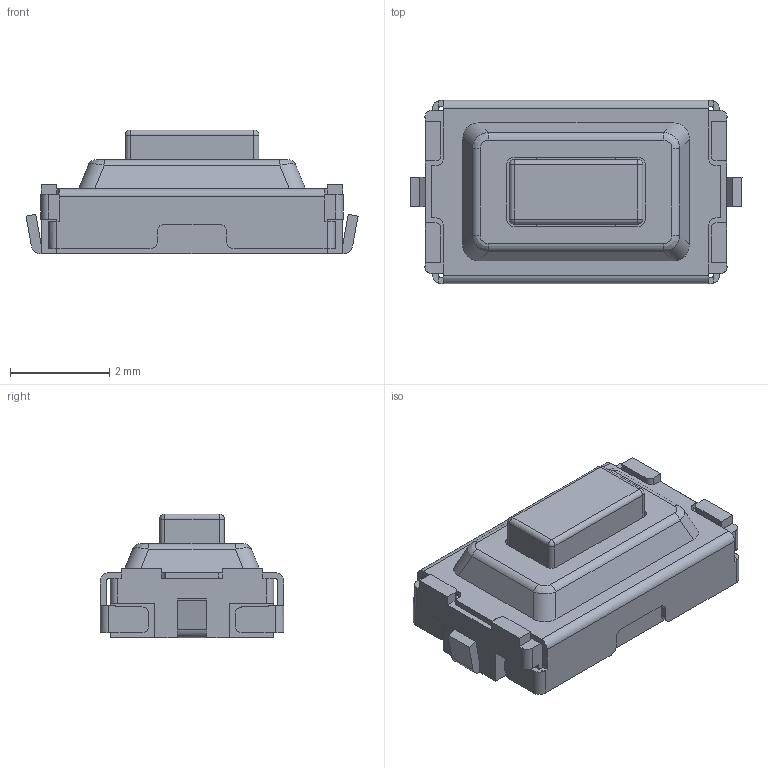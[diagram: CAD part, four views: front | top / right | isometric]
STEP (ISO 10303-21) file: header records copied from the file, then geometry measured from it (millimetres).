
FILE_DESCRIPTION(/* description */ ('STEP AP203'),/* implementation_level */ '2;1');
FILE_NAME(/* name */ 'PTS636SM25JSMTRLFS',/* time_stamp */ '2023-09-10T11:45:52+02:00',/* author */ ('License CC BY-ND 4.0'),/* organization */ ('CADENAS'),/* preprocessor_version */ 'ST-DEVELOPER v19.3',/* originating_system */ 'PARTsolutions',/* authorisation */ ' ');
FILE_SCHEMA (('CONFIG_CONTROL_DESIGN'));
Length unit declared in the file: millimetre
Products named in the file (8): PTS636SM25JSMTRLFS; PTS636SM25JSMTRLFS_PART7; PTS636SM25JSMTRLFS_PART6; PTS636SM25JSMTRLFS_PART5; PTS636SM25JSMTRLFS_PART4; PTS636SM25JSMTRLFS_PART3; PTS636SM25JSMTRLFS_PART2; PTS636SM25JSMTRLFS_PART1
Assembly tree (7 placements, depth 2):
  PTS636SM25JSMTRLFS
    PTS636SM25JSMTRLFS_PART7
    PTS636SM25JSMTRLFS_PART6
    PTS636SM25JSMTRLFS_PART5
    PTS636SM25JSMTRLFS_PART4
    PTS636SM25JSMTRLFS_PART3
    PTS636SM25JSMTRLFS_PART2
    PTS636SM25JSMTRLFS_PART1
Bounding box: 6.7 x 3.7 x 2.5 mm (x, y, z)
Volume: 27.1 mm3; surface area: 261.6 mm2
Topology: 7 solids, 7 shells, 580 faces, 1628 edges, 1068 vertices
Faces by surface type: plane 349, cylinder 191, bspline 32, sphere 4, torus 4
Entity records: 19921 total; most frequent: CARTESIAN_POINT 4809, ORIENTED_EDGE 3248, DIRECTION 3008, EDGE_CURVE 1624, LINE 1068, VECTOR 1068, VERTEX_POINT 1068, AXIS2_PLACEMENT_3D 970
